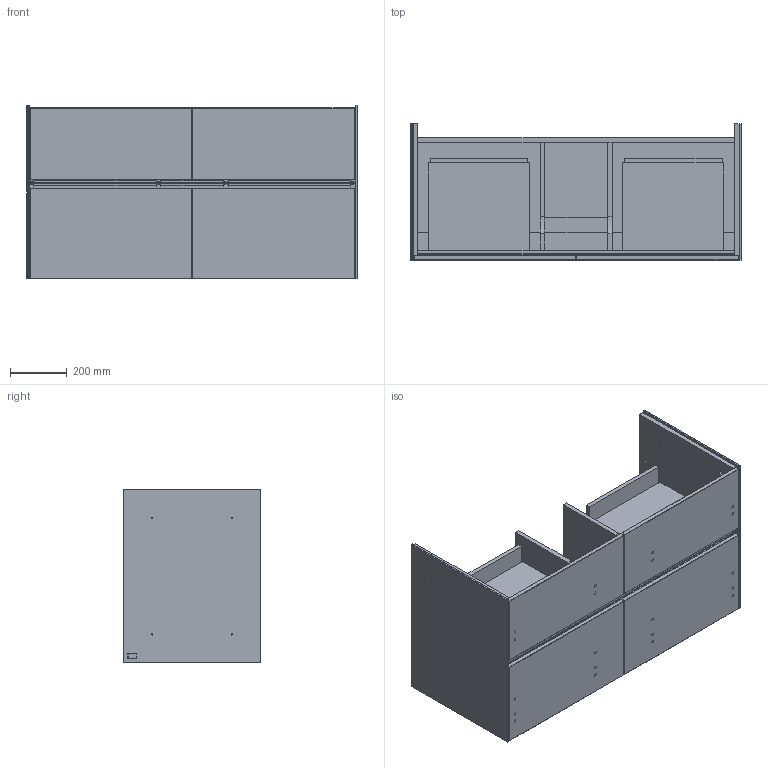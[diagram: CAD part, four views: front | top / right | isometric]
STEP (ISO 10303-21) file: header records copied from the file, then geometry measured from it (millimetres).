
FILE_DESCRIPTION((' '),'2;1');
FILE_NAME('C146B0.stp','2022-10-06T10:04:03',(' '),(' '),' ','ACIS',' ');
FILE_SCHEMA(('CONFIG_CONTROL_DESIGN'));
Length unit declared in the file: millimetre
Products named in the file (28): C146B0.stp; C146B0_ForBodies; Körper1; Körper2; Körper3; Körper4; Körper5; Körper6; Körper7; Körper8; Körper9; Körper10; Körper11; Körper12; Körper13; Körper14; Körper15; Körper16; Körper17; Körper18; Körper19; Körper20; Körper21; Körper22; Körper23; Körper24; Körper25; Körper26
Assembly tree (27 placements, depth 2):
  C146B0.stp
    C146B0_ForBodies
    Körper1
    Körper2
    Körper3
    Körper4
    Körper5
    Körper6
    Körper7
    Körper8
    Körper9
    Körper10
    Körper11
    Körper12
    Körper13
    Körper14
    Körper15
    Körper16
    Körper17
    Körper18
    Körper19
    Körper20
    Körper21
    Körper22
    Körper23
    Körper24
    Körper25
    Körper26
Bounding box: 1162 x 480 x 609.5 mm (x, y, z)
Volume: 51988536.2 mm3; surface area: 8123238.7 mm2
Topology: 27 solids, 27 shells, 1948 faces, 4947 edges, 3277 vertices
Faces by surface type: plane 1643, cylinder 301, sphere 4
Full cylindrical faces by diameter (mm): 3 x60, 5 x44, 8 x62, 8.02 x54, 10 x24
Entity records: 60309 total; most frequent: CARTESIAN_POINT 9874, ORIENTED_EDGE 9292, DIRECTION 9260, EDGE_CURVE 4647, VECTOR 4040, LINE 4040, VERTEX_POINT 3224, AXIS2_PLACEMENT_3D 2610
